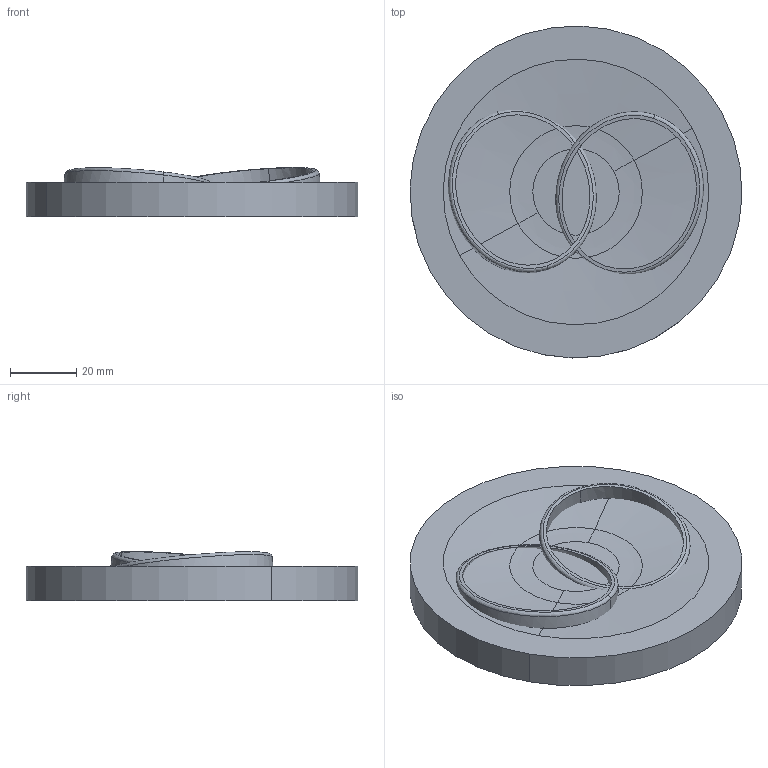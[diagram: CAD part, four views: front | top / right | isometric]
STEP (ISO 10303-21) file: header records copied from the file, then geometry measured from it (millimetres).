
FILE_DESCRIPTION(('CATIA V5 STEP Exchange'),'2;1');
FILE_NAME('Ring-Plate Test.stp','2020-01-29T16:20:49+00:00',('none'),('none'),'CATIA Version 5 Release 16 (IN-10)','CATIA V5 STEP AP203','none');
FILE_SCHEMA(('CONFIG_CONTROL_DESIGN'));
Length unit declared in the file: millimetre
Products named in the file (1): Ring-Plate Test_AllCATPart
Bounding box: 99.97 x 99.97 x 14.77 mm (x, y, z)
Volume: 78927.7 mm3; surface area: 22772.7 mm2
Topology: 3 solids, 3 shells, 25 faces, 48 edges, 30 vertices
Faces by surface type: extrusion 8, plane 7, bspline 4, cylinder 2, cone 2, revolution 2
Entity records: 1418 total; most frequent: CARTESIAN_POINT 906, ORIENTED_EDGE 96, DIRECTION 68, EDGE_CURVE 48, AXIS2_PLACEMENT_3D 30, EDGE_LOOP 30, VERTEX_POINT 30, B_SPLINE_CURVE_WITH_KNOTS 26
